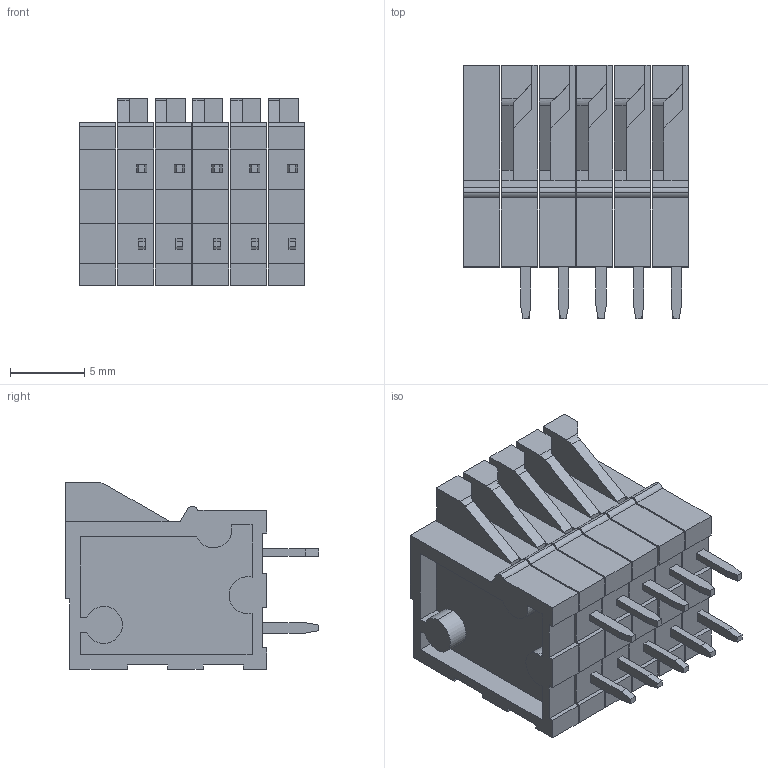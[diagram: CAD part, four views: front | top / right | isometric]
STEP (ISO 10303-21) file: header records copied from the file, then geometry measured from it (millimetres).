
FILE_DESCRIPTION(('FreeCAD Model'),'2;1');
FILE_NAME('Open CASCADE Shape Model','2023-10-14T06:50:13',(''),(''), 'Open CASCADE STEP processor 7.6','FreeCAD','Unknown');
FILE_SCHEMA(('AUTOMOTIVE_DESIGN { 1 0 10303 214 1 1 1 1 }'));
Length unit declared in the file: millimetre
Products named in the file (11): kf141v_2_54; p1; p1_lever; p1_case; p1_pin1; p1_pin2; end_case; LinkGroup
Assembly tree (31 placements, depth 4):
  kf141v_2_54
    p1  x2
      p1_lever
      p1_case
      p1_pin1
      p1_pin2
    end_case
    LinkGroup
      p1
        p1_lever
        p1_case
        p1_pin1
        p1_pin2
      p1
        p1_lever
        p1_case
        p1_pin1
        p1_pin2
      p1
        p1_lever
        p1_case
        p1_pin1
        p1_pin2
      p1
        p1_lever
        p1_case
        p1_pin1
        p1_pin2
    p1_lever
    p1_case
    p1_pin1
    p1_pin2
    p1
      p1_lever
      p1_case
      p1_pin1
      p1_pin2
    p1
      p1_lever
      p1_case
      p1_pin1
      p1_pin2
    p1
      p1_lever
      p1_case
      p1_pin1
      p1_pin2
Bounding box: 15.14 x 17.1 x 12.6 mm (x, y, z)
Surface area: 5752 mm2
Topology: 41 solids, 41 shells, 775 faces, 1986 edges, 1304 vertices
Faces by surface type: plane 666, cylinder 59, cone 50
Entity records: 4016 total; most frequent: CARTESIAN_POINT 686, DIRECTION 643, ORIENTED_EDGE 624, EDGE_CURVE 312, LINE 273, VECTOR 273, VERTEX_POINT 206, AXIS2_PLACEMENT_3D 185
